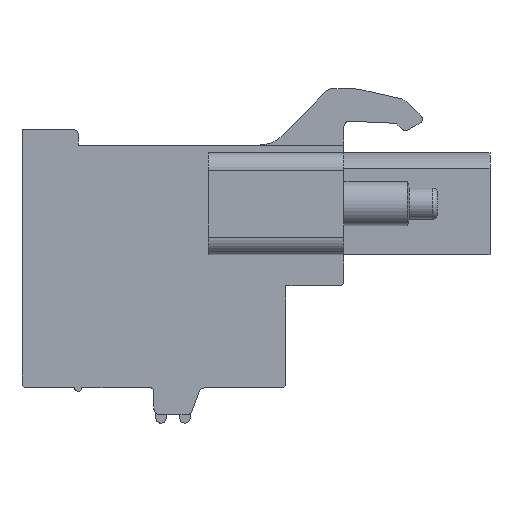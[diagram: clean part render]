
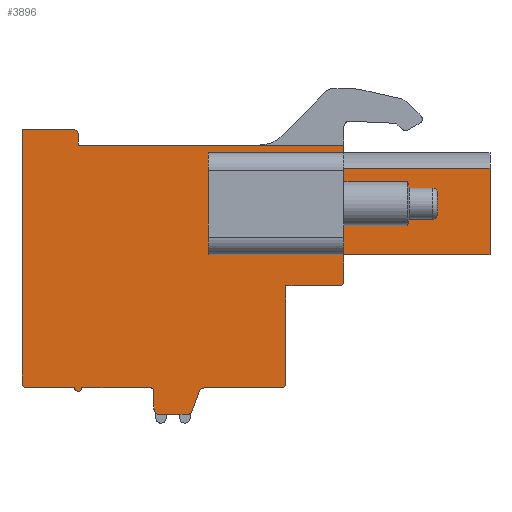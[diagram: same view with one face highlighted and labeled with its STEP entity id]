
A CAD part, left-side view. The second image highlights one B-rep face of the part: STEP entity #3896.
In plain terms, the highlighted planar face has unit normal (-1, 0, 0).
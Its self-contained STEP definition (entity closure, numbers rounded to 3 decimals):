
#1=DIRECTION('',(0.,-1.,0.));
#2=VECTOR('',#1,6.1);
#3=CARTESIAN_POINT('',(0.,2.04,0.73));
#4=LINE('',#3,#2);
#5=DIRECTION('',(0.,0.,1.));
#6=VECTOR('',#5,5.8);
#7=CARTESIAN_POINT('',(0.,-4.06,0.73));
#8=LINE('',#7,#6);
#9=DIRECTION('',(0.,1.,0.));
#10=VECTOR('',#9,6.1);
#11=CARTESIAN_POINT('',(0.,-4.06,6.53));
#12=LINE('',#11,#10);
#13=CARTESIAN_POINT('',(0.,-2.06,-6.54));
#14=DIRECTION('',(1.,0.,0.));
#15=DIRECTION('',(0.,-1.,0.));
#16=AXIS2_PLACEMENT_3D('',#13,#14,#15);
#18=DIRECTION('',(0.,1.,0.));
#19=VECTOR('',#18,4.34);
#20=CARTESIAN_POINT('',(0.,-2.06,-6.84));
#21=LINE('',#20,#19);
#22=CARTESIAN_POINT('',(0.,2.28,-7.14));
#23=DIRECTION('',(-1.,0.,0.));
#24=DIRECTION('',(0.,0.,1.));
#25=AXIS2_PLACEMENT_3D('',#22,#23,#24);
#27=DIRECTION('',(0.,0.345,-0.939));
#28=VECTOR('',#27,1.179);
#29=CARTESIAN_POINT('',(0.,2.562,-7.037));
#30=LINE('',#29,#28);
#31=CARTESIAN_POINT('',(0.,3.25,-8.04));
#32=DIRECTION('',(1.,0.,0.));
#33=DIRECTION('',(0.,-0.939,-0.345));
#34=AXIS2_PLACEMENT_3D('',#31,#32,#33);
#36=DIRECTION('',(0.,1.,0.));
#37=VECTOR('',#36,1.59);
#38=CARTESIAN_POINT('',(0.,3.25,-8.34));
#39=LINE('',#38,#37);
#40=CARTESIAN_POINT('',(0.,4.84,-8.04));
#41=DIRECTION('',(1.,0.,0.));
#42=DIRECTION('',(0.,0.,-1.));
#43=AXIS2_PLACEMENT_3D('',#40,#41,#42);
#45=DIRECTION('',(0.,0.,1.));
#46=VECTOR('',#45,1.);
#47=CARTESIAN_POINT('',(0.,5.14,-8.04));
#48=LINE('',#47,#46);
#49=CARTESIAN_POINT('',(0.,5.34,-7.04));
#50=DIRECTION('',(-1.,0.,0.));
#51=DIRECTION('',(0.,-1.,0.));
#52=AXIS2_PLACEMENT_3D('',#49,#50,#51);
#54=DIRECTION('',(0.,1.,0.));
#55=VECTOR('',#54,3.9);
#56=CARTESIAN_POINT('',(0.,5.34,-6.84));
#57=LINE('',#56,#55);
#58=CARTESIAN_POINT('',(0.,9.44,-6.84));
#59=DIRECTION('',(1.,0.,0.));
#60=DIRECTION('',(0.,-1.,0.));
#61=AXIS2_PLACEMENT_3D('',#58,#59,#60);
#63=DIRECTION('',(0.,1.,0.));
#64=VECTOR('',#63,2.7);
#65=CARTESIAN_POINT('',(0.,9.64,-6.84));
#66=LINE('',#65,#64);
#67=CARTESIAN_POINT('',(0.,12.34,-6.54));
#68=DIRECTION('',(1.,0.,0.));
#69=DIRECTION('',(0.,0.,-1.));
#70=AXIS2_PLACEMENT_3D('',#67,#68,#69);
#72=DIRECTION('',(0.,0.,1.));
#73=VECTOR('',#72,0.5);
#74=CARTESIAN_POINT('',(0.,12.64,-6.54));
#75=LINE('',#74,#73);
#76=DIRECTION('',(0.,0.,1.));
#77=VECTOR('',#76,13.9);
#78=CARTESIAN_POINT('',(0.,12.64,-6.04));
#79=LINE('',#78,#77);
#80=DIRECTION('',(0.,-1.,0.));
#81=VECTOR('',#80,2.9);
#82=CARTESIAN_POINT('',(0.,12.64,7.86));
#83=LINE('',#82,#81);
#84=CARTESIAN_POINT('',(0.,9.74,7.56));
#85=DIRECTION('',(1.,0.,0.));
#86=DIRECTION('',(0.,0.,1.));
#87=AXIS2_PLACEMENT_3D('',#84,#85,#86);
#89=DIRECTION('',(0.,0.,-1.));
#90=VECTOR('',#89,0.6);
#91=CARTESIAN_POINT('',(0.,9.44,7.56));
#92=LINE('',#91,#90);
#93=DIRECTION('',(0.,-1.,0.));
#94=VECTOR('',#93,15.1);
#95=CARTESIAN_POINT('',(0.,9.44,6.96));
#96=LINE('',#95,#94);
#97=DIRECTION('',(0.,0.,-1.));
#98=VECTOR('',#97,1.325);
#99=CARTESIAN_POINT('',(0.,-5.66,6.96));
#100=LINE('',#99,#98);
#101=DIRECTION('',(0.,1.,0.));
#102=VECTOR('',#101,8.3);
#103=CARTESIAN_POINT('',(0.,-13.96,5.635));
#104=LINE('',#103,#102);
#105=DIRECTION('',(0.,1.,0.));
#106=VECTOR('',#105,8.3);
#107=CARTESIAN_POINT('',(0.,-13.96,0.73));
#108=LINE('',#107,#106);
#109=DIRECTION('',(0.,0.,-1.));
#110=VECTOR('',#109,1.47);
#111=CARTESIAN_POINT('',(0.,-5.66,0.73));
#112=LINE('',#111,#110);
#113=CARTESIAN_POINT('',(0.,-5.36,-0.74));
#114=DIRECTION('',(-1.,0.,0.));
#115=DIRECTION('',(0.,0.,-1.));
#116=AXIS2_PLACEMENT_3D('',#113,#114,#115);
#267=DIRECTION('',(0.,0.,1.));
#268=VECTOR('',#267,5.8);
#269=CARTESIAN_POINT('',(0.,2.04,0.73));
#270=LINE('',#269,#268);
#604=DIRECTION('',(0.,-1.,0.));
#605=VECTOR('',#604,3.);
#606=CARTESIAN_POINT('',(0.,-2.36,-1.04));
#607=LINE('',#606,#605);
#816=DIRECTION('',(0.,0.,1.));
#817=VECTOR('',#816,4.905);
#818=CARTESIAN_POINT('',(0.,-13.96,0.73));
#819=LINE('',#818,#817);
#1103=DIRECTION('',(0.,0.,1.));
#1104=VECTOR('',#1103,5.5);
#1105=CARTESIAN_POINT('',(0.,-2.36,-6.54));
#1106=LINE('',#1105,#1104);
#2925=CARTESIAN_POINT('',(0.,12.34,-6.84));
#2926=CARTESIAN_POINT('',(0.,12.64,-6.54));
#2927=VERTEX_POINT('',#2925);
#2928=VERTEX_POINT('',#2926);
#2929=CARTESIAN_POINT('',(0.,12.64,-6.04));
#2930=VERTEX_POINT('',#2929);
#2931=CARTESIAN_POINT('',(0.,12.64,7.86));
#2932=VERTEX_POINT('',#2931);
#2933=CARTESIAN_POINT('',(0.,9.74,7.86));
#2934=VERTEX_POINT('',#2933);
#2935=CARTESIAN_POINT('',(0.,9.44,7.56));
#2936=VERTEX_POINT('',#2935);
#2937=CARTESIAN_POINT('',(0.,9.44,6.96));
#2938=VERTEX_POINT('',#2937);
#2939=CARTESIAN_POINT('',(0.,-5.66,6.96));
#2940=VERTEX_POINT('',#2939);
#2941=CARTESIAN_POINT('',(0.,-2.36,-6.54));
#2942=CARTESIAN_POINT('',(0.,-2.06,-6.84));
#2943=VERTEX_POINT('',#2941);
#2944=VERTEX_POINT('',#2942);
#2945=CARTESIAN_POINT('',(0.,2.28,-6.84));
#2946=VERTEX_POINT('',#2945);
#2947=CARTESIAN_POINT('',(0.,2.562,-7.037));
#2948=VERTEX_POINT('',#2947);
#2949=CARTESIAN_POINT('',(0.,2.968,-8.143));
#2950=VERTEX_POINT('',#2949);
#2951=CARTESIAN_POINT('',(0.,3.25,-8.34));
#2952=VERTEX_POINT('',#2951);
#2953=CARTESIAN_POINT('',(0.,4.84,-8.34));
#2954=VERTEX_POINT('',#2953);
#2955=CARTESIAN_POINT('',(0.,5.14,-8.04));
#2956=VERTEX_POINT('',#2955);
#2957=CARTESIAN_POINT('',(0.,5.14,-7.04));
#2958=VERTEX_POINT('',#2957);
#2959=CARTESIAN_POINT('',(0.,5.34,-6.84));
#2960=VERTEX_POINT('',#2959);
#2961=CARTESIAN_POINT('',(0.,9.24,-6.84));
#2962=VERTEX_POINT('',#2961);
#2963=CARTESIAN_POINT('',(0.,9.64,-6.84));
#2964=VERTEX_POINT('',#2963);
#3029=CARTESIAN_POINT('',(0.,-13.96,0.73));
#3030=VERTEX_POINT('',#3029);
#3031=CARTESIAN_POINT('',(0.,-5.66,0.73));
#3032=VERTEX_POINT('',#3031);
#3101=CARTESIAN_POINT('',(0.,-13.96,5.635));
#3103=VERTEX_POINT('',#3101);
#3513=CARTESIAN_POINT('',(0.,2.04,0.73));
#3514=CARTESIAN_POINT('',(0.,2.04,6.53));
#3515=VERTEX_POINT('',#3513);
#3516=VERTEX_POINT('',#3514);
#3521=CARTESIAN_POINT('',(0.,-4.06,0.73));
#3523=VERTEX_POINT('',#3521);
#3525=CARTESIAN_POINT('',(0.,-4.06,6.53));
#3527=VERTEX_POINT('',#3525);
#3529=CARTESIAN_POINT('',(0.,-5.66,5.635));
#3530=VERTEX_POINT('',#3529);
#3677=CARTESIAN_POINT('',(0.,-5.36,-1.04));
#3678=CARTESIAN_POINT('',(0.,-5.66,-0.74));
#3679=VERTEX_POINT('',#3677);
#3680=VERTEX_POINT('',#3678);
#3681=CARTESIAN_POINT('',(0.,-2.36,-1.04));
#3682=VERTEX_POINT('',#3681);
#3825=CARTESIAN_POINT('',(0.,0.,0.));
#3826=DIRECTION('',(1.,0.,0.));
#3827=DIRECTION('',(0.,-1.,0.));
#3828=AXIS2_PLACEMENT_3D('',#3825,#3826,#3827);
#3829=PLANE('',#3828);
#3831=ORIENTED_EDGE('',*,*,#3830,.F.);
#3833=ORIENTED_EDGE('',*,*,#3832,.F.);
#3835=ORIENTED_EDGE('',*,*,#3834,.T.);
#3837=ORIENTED_EDGE('',*,*,#3836,.T.);
#3839=ORIENTED_EDGE('',*,*,#3838,.T.);
#3841=ORIENTED_EDGE('',*,*,#3840,.T.);
#3843=ORIENTED_EDGE('',*,*,#3842,.T.);
#3845=ORIENTED_EDGE('',*,*,#3844,.T.);
#3847=ORIENTED_EDGE('',*,*,#3846,.T.);
#3849=ORIENTED_EDGE('',*,*,#3848,.T.);
#3851=ORIENTED_EDGE('',*,*,#3850,.T.);
#3853=ORIENTED_EDGE('',*,*,#3852,.T.);
#3855=ORIENTED_EDGE('',*,*,#3854,.T.);
#3857=ORIENTED_EDGE('',*,*,#3856,.T.);
#3859=ORIENTED_EDGE('',*,*,#3858,.T.);
#3861=ORIENTED_EDGE('',*,*,#3860,.T.);
#3863=ORIENTED_EDGE('',*,*,#3862,.T.);
#3865=ORIENTED_EDGE('',*,*,#3864,.T.);
#3867=ORIENTED_EDGE('',*,*,#3866,.T.);
#3869=ORIENTED_EDGE('',*,*,#3868,.T.);
#3871=ORIENTED_EDGE('',*,*,#3870,.T.);
#3873=ORIENTED_EDGE('',*,*,#3872,.T.);
#3875=ORIENTED_EDGE('',*,*,#3874,.F.);
#3877=ORIENTED_EDGE('',*,*,#3876,.F.);
#3879=ORIENTED_EDGE('',*,*,#3878,.T.);
#3881=ORIENTED_EDGE('',*,*,#3880,.T.);
#3883=ORIENTED_EDGE('',*,*,#3882,.F.);
#3884=EDGE_LOOP('',(#3831,#3833,#3835,#3837,#3839,#3841,#3843,#3845,#3847,#3849,
#3851,#3853,#3855,#3857,#3859,#3861,#3863,#3865,#3867,#3869,#3871,#3873,#3875,
#3877,#3879,#3881,#3883));
#3885=FACE_OUTER_BOUND('',#3884,.F.);
#3887=ORIENTED_EDGE('',*,*,#3886,.T.);
#3889=ORIENTED_EDGE('',*,*,#3888,.T.);
#3891=ORIENTED_EDGE('',*,*,#3890,.T.);
#3893=ORIENTED_EDGE('',*,*,#3892,.F.);
#3894=EDGE_LOOP('',(#3887,#3889,#3891,#3893));
#3895=FACE_BOUND('',#3894,.F.);
#3896=ADVANCED_FACE('',(#3885,#3895),#3829,.F.);
#17=CIRCLE('',#16,0.3);
#26=CIRCLE('',#25,0.3);
#35=CIRCLE('',#34,0.3);
#44=CIRCLE('',#43,0.3);
#53=CIRCLE('',#52,0.2);
#62=CIRCLE('',#61,0.2);
#71=CIRCLE('',#70,0.3);
#88=CIRCLE('',#87,0.3);
#117=CIRCLE('',#116,0.3);
#3830=EDGE_CURVE('',#3682,#3679,#607,.T.);
#3832=EDGE_CURVE('',#2943,#3682,#1106,.T.);
#3834=EDGE_CURVE('',#2943,#2944,#17,.T.);
#3836=EDGE_CURVE('',#2944,#2946,#21,.T.);
#3838=EDGE_CURVE('',#2946,#2948,#26,.T.);
#3840=EDGE_CURVE('',#2948,#2950,#30,.T.);
#3842=EDGE_CURVE('',#2950,#2952,#35,.T.);
#3844=EDGE_CURVE('',#2952,#2954,#39,.T.);
#3846=EDGE_CURVE('',#2954,#2956,#44,.T.);
#3848=EDGE_CURVE('',#2956,#2958,#48,.T.);
#3850=EDGE_CURVE('',#2958,#2960,#53,.T.);
#3852=EDGE_CURVE('',#2960,#2962,#57,.T.);
#3854=EDGE_CURVE('',#2962,#2964,#62,.T.);
#3856=EDGE_CURVE('',#2964,#2927,#66,.T.);
#3858=EDGE_CURVE('',#2927,#2928,#71,.T.);
#3860=EDGE_CURVE('',#2928,#2930,#75,.T.);
#3862=EDGE_CURVE('',#2930,#2932,#79,.T.);
#3864=EDGE_CURVE('',#2932,#2934,#83,.T.);
#3866=EDGE_CURVE('',#2934,#2936,#88,.T.);
#3868=EDGE_CURVE('',#2936,#2938,#92,.T.);
#3870=EDGE_CURVE('',#2938,#2940,#96,.T.);
#3872=EDGE_CURVE('',#2940,#3530,#100,.T.);
#3874=EDGE_CURVE('',#3103,#3530,#104,.T.);
#3876=EDGE_CURVE('',#3030,#3103,#819,.T.);
#3878=EDGE_CURVE('',#3030,#3032,#108,.T.);
#3880=EDGE_CURVE('',#3032,#3680,#112,.T.);
#3882=EDGE_CURVE('',#3679,#3680,#117,.T.);
#3886=EDGE_CURVE('',#3515,#3523,#4,.T.);
#3888=EDGE_CURVE('',#3523,#3527,#8,.T.);
#3890=EDGE_CURVE('',#3527,#3516,#12,.T.);
#3892=EDGE_CURVE('',#3515,#3516,#270,.T.);
